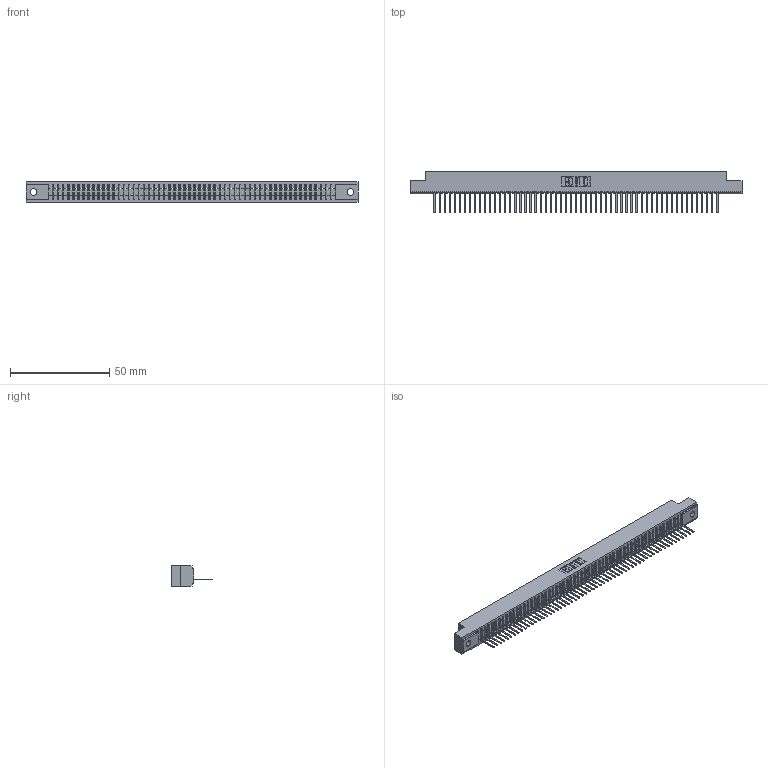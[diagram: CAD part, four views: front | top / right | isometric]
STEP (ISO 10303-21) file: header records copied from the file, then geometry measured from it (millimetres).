
FILE_DESCRIPTION (( 'STEP AP203' ), '1' );
FILE_NAME ('341-057-522-102.STEP', '2018-08-07T15:47:45', ( '' ), ( '' ), 'SwSTEP 2.0', 'SolidWorks 2016', '' );
FILE_SCHEMA (( 'CONFIG_CONTROL_DESIGN' ));
Length unit declared in the file: inch
Products named in the file (3): 341-057-522-102; 341 Part_.128 (3.25) Dia Mounting Holes; 341-292-001_341-292-122
Assembly tree (58 placements, depth 2):
  341-057-522-102
    341 Part_.128 (3.25) Dia Mounting Holes
    341-292-001_341-292-122  x57
Bounding box: 167 x 20.62 x 10.16 mm (x, y, z)
Volume: 11975.8 mm3; surface area: 19153.4 mm2
Topology: 58 solids, 58 shells, 4790 faces, 13825 edges, 8870 vertices
Faces by surface type: plane 2975, cylinder 1587, sphere 116, torus 112
Entity records: 65162 total; most frequent: CARTESIAN_POINT 11078, ORIENTED_EDGE 11066, DIRECTION 10681, EDGE_CURVE 5533, LINE 4487, VECTOR 4487, VERTEX_POINT 3494, AXIS2_PLACEMENT_3D 3097
